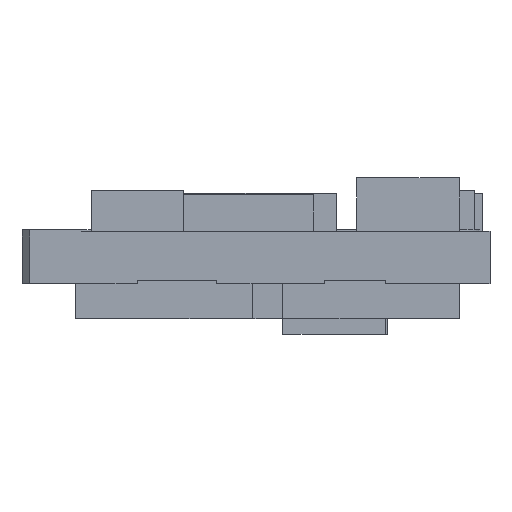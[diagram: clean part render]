
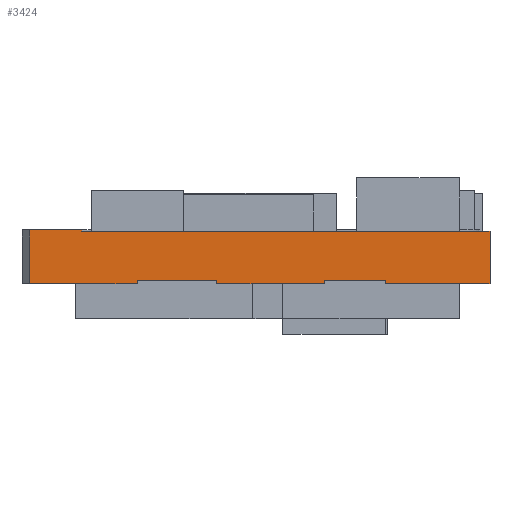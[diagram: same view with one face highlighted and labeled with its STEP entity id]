
A CAD part, front view. The second image highlights one B-rep face of the part: STEP entity #3424.
In plain terms, the highlighted planar face has unit normal (0, -1, 0).
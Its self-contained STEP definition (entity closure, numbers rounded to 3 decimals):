
#246=FACE_OUTER_BOUND('',#445,.T.);
#445=EDGE_LOOP('',(#2807,#2808,#2809,#2810,#2811,#2812,#2813,#2814,#2815,
#2816,#2817,#2818,#2819,#2820));
#722=LINE('',#5006,#1144);
#724=LINE('',#5011,#1146);
#726=LINE('',#5014,#1148);
#733=LINE('',#5029,#1155);
#735=LINE('',#5033,#1157);
#746=LINE('',#5058,#1168);
#752=LINE('',#5070,#1174);
#812=LINE('',#5209,#1234);
#857=LINE('',#5316,#1279);
#858=LINE('',#5318,#1280);
#873=LINE('',#5349,#1295);
#876=LINE('',#5354,#1298);
#877=LINE('',#5355,#1299);
#878=LINE('',#5356,#1300);
#1144=VECTOR('',#4130,10.);
#1146=VECTOR('',#4134,10.);
#1148=VECTOR('',#4138,10.);
#1155=VECTOR('',#4149,10.);
#1157=VECTOR('',#4153,10.);
#1168=VECTOR('',#4172,10.);
#1174=VECTOR('',#4182,10.);
#1234=VECTOR('',#4300,10.);
#1279=VECTOR('',#4403,10.);
#1280=VECTOR('',#4406,10.);
#1295=VECTOR('',#4435,10.);
#1298=VECTOR('',#4440,10.);
#1299=VECTOR('',#4441,10.);
#1300=VECTOR('',#4442,10.);
#1481=VERTEX_POINT('',#5002);
#1482=VERTEX_POINT('',#5004);
#1483=VERTEX_POINT('',#5008);
#1484=VERTEX_POINT('',#5010);
#1489=VERTEX_POINT('',#5025);
#1490=VERTEX_POINT('',#5027);
#1491=VERTEX_POINT('',#5031);
#1499=VERTEX_POINT('',#5054);
#1501=VERTEX_POINT('',#5057);
#1505=VERTEX_POINT('',#5069);
#1555=VERTEX_POINT('',#5208);
#1587=VERTEX_POINT('',#5312);
#1588=VERTEX_POINT('',#5314);
#1597=VERTEX_POINT('',#5348);
#1861=EDGE_CURVE('',#1481,#1482,#722,.T.);
#1863=EDGE_CURVE('',#1483,#1484,#724,.T.);
#1865=EDGE_CURVE('',#1484,#1482,#726,.T.);
#1872=EDGE_CURVE('',#1489,#1490,#733,.T.);
#1874=EDGE_CURVE('',#1491,#1490,#735,.T.);
#1885=EDGE_CURVE('',#1499,#1501,#746,.T.);
#1891=EDGE_CURVE('',#1501,#1505,#752,.T.);
#1959=EDGE_CURVE('',#1505,#1555,#812,.T.);
#2011=EDGE_CURVE('',#1587,#1588,#857,.T.);
#2012=EDGE_CURVE('',#1555,#1588,#858,.T.);
#2028=EDGE_CURVE('',#1587,#1597,#873,.T.);
#2031=EDGE_CURVE('',#1499,#1481,#876,.T.);
#2032=EDGE_CURVE('',#1483,#1489,#877,.T.);
#2033=EDGE_CURVE('',#1597,#1491,#878,.T.);
#2807=ORIENTED_EDGE('',*,*,#2031,.T.);
#2808=ORIENTED_EDGE('',*,*,#1861,.T.);
#2809=ORIENTED_EDGE('',*,*,#1865,.F.);
#2810=ORIENTED_EDGE('',*,*,#1863,.F.);
#2811=ORIENTED_EDGE('',*,*,#2032,.T.);
#2812=ORIENTED_EDGE('',*,*,#1872,.T.);
#2813=ORIENTED_EDGE('',*,*,#1874,.F.);
#2814=ORIENTED_EDGE('',*,*,#2033,.F.);
#2815=ORIENTED_EDGE('',*,*,#2028,.F.);
#2816=ORIENTED_EDGE('',*,*,#2011,.T.);
#2817=ORIENTED_EDGE('',*,*,#2012,.F.);
#2818=ORIENTED_EDGE('',*,*,#1959,.F.);
#2819=ORIENTED_EDGE('',*,*,#1891,.F.);
#2820=ORIENTED_EDGE('',*,*,#1885,.F.);
#3081=PLANE('',#3641);
#3424=ADVANCED_FACE('',(#246),#3081,.T.);
#3641=AXIS2_PLACEMENT_3D('',#5353,#4438,#4439);
#4130=DIRECTION('',(0.,0.,-1.));
#4134=DIRECTION('',(0.,0.,-1.));
#4138=DIRECTION('',(-1.,0.,0.));
#4149=DIRECTION('',(0.,0.,-1.));
#4153=DIRECTION('',(-1.,0.,0.));
#4172=DIRECTION('',(0.,0.,-1.));
#4182=DIRECTION('',(-1.,0.,0.));
#4300=DIRECTION('',(0.,0.,1.));
#4403=DIRECTION('',(0.,0.,1.));
#4406=DIRECTION('',(1.,0.,0.));
#4435=DIRECTION('',(1.,0.,0.));
#4438=DIRECTION('center_axis',(0.,-1.,0.));
#4439=DIRECTION('ref_axis',(1.,0.,0.));
#4440=DIRECTION('',(1.,0.,0.));
#4441=DIRECTION('',(1.,0.,0.));
#4442=DIRECTION('',(0.,0.,-1.));
#5002=CARTESIAN_POINT('',(-1.4,-15.,0.));
#5004=CARTESIAN_POINT('',(-1.4,-15.,-0.1));
#5006=CARTESIAN_POINT('',(-1.4,-15.,0.));
#5008=CARTESIAN_POINT('',(2.1,-15.,0.));
#5010=CARTESIAN_POINT('',(2.1,-15.,-0.1));
#5011=CARTESIAN_POINT('',(2.1,-15.,0.));
#5014=CARTESIAN_POINT('',(7.5,-15.,-0.1));
#5025=CARTESIAN_POINT('',(4.1,-15.,0.));
#5027=CARTESIAN_POINT('',(4.1,-15.,-0.1));
#5029=CARTESIAN_POINT('',(4.1,-15.,0.));
#5031=CARTESIAN_POINT('',(7.5,-15.,-0.1));
#5033=CARTESIAN_POINT('',(7.5,-15.,-0.1));
#5054=CARTESIAN_POINT('',(-4.,-15.,0.));
#5057=CARTESIAN_POINT('',(-4.,-15.,-0.1));
#5058=CARTESIAN_POINT('',(-4.,-15.,0.));
#5069=CARTESIAN_POINT('',(-7.5,-15.,-0.1));
#5070=CARTESIAN_POINT('',(7.5,-15.,-0.1));
#5208=CARTESIAN_POINT('',(-7.5,-15.,1.65));
#5209=CARTESIAN_POINT('',(-7.5,-15.,0.));
#5312=CARTESIAN_POINT('',(-5.8,-15.,1.6));
#5314=CARTESIAN_POINT('',(-5.8,-15.,1.65));
#5316=CARTESIAN_POINT('',(-5.8,-15.,1.6));
#5318=CARTESIAN_POINT('',(-7.5,-15.,1.65));
#5348=CARTESIAN_POINT('',(7.5,-15.,1.6));
#5349=CARTESIAN_POINT('',(-7.5,-15.,1.6));
#5353=CARTESIAN_POINT('Origin',(-7.5,-15.,0.));
#5354=CARTESIAN_POINT('',(-7.5,-15.,0.));
#5355=CARTESIAN_POINT('',(-7.5,-15.,0.));
#5356=CARTESIAN_POINT('',(7.5,-15.,0.));
